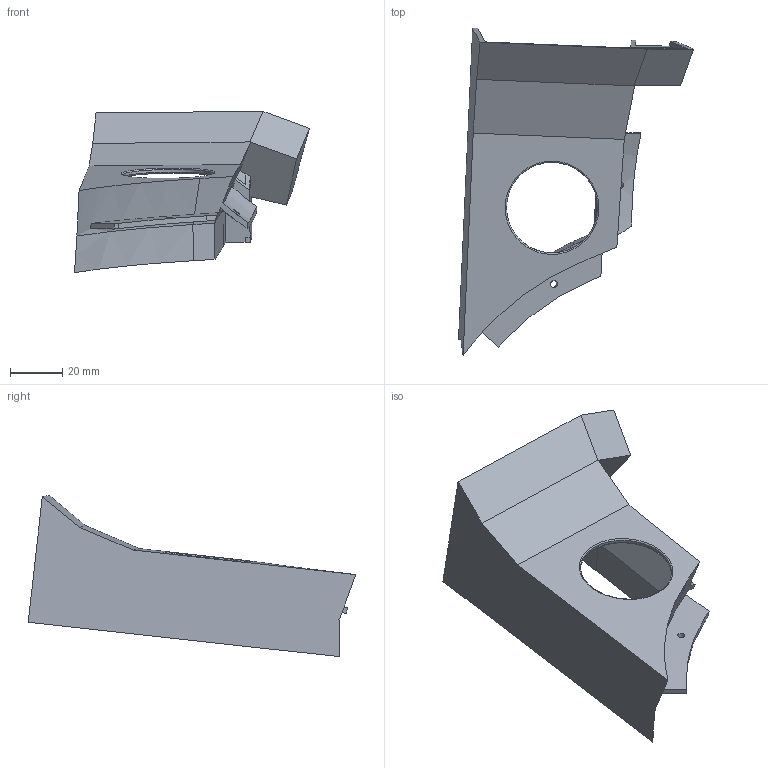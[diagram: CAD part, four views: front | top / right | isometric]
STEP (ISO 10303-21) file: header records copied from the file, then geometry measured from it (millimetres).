
FILE_DESCRIPTION(/* description */ (''),/* implementation_level */ '2;1');
FILE_NAME(/* name */ 'Glove80_LH_Side_Car_large v53 top.step',/* time_stamp */ '2024-09-12T14:17:11-04:00',/* author */ (''),/* organization */ (''),/* preprocessor_version */ 'ST-DEVELOPER v20',/* originating_system */ 'Autodesk Translation Framework v13.14.0.145',/* authorisation */ '');
FILE_SCHEMA (('AUTOMOTIVE_DESIGN { 1 0 10303 214 3 1 1 }'));
Length unit declared in the file: millimetre
Products named in the file (1): Glove80_LH_Side_Car_large
Bounding box: 90.17 x 125.76 x 61.9 mm (x, y, z)
Volume: 31497.1 mm3; surface area: 31986.8 mm2
Topology: 1 solids, 1 shells, 117 faces, 377 edges, 260 vertices
Faces by surface type: plane 96, bspline 11, cylinder 7, cone 2, torus 1
Full cylindrical faces by diameter (mm): 1 x1, 2 x1, 2.6 x2, 35 x1
Entity records: 5010 total; most frequent: CARTESIAN_POINT 1823, ORIENTED_EDGE 754, DIRECTION 514, EDGE_CURVE 377, VERTEX_POINT 260, LINE 252, VECTOR 252, AXIS2_PLACEMENT_3D 131
